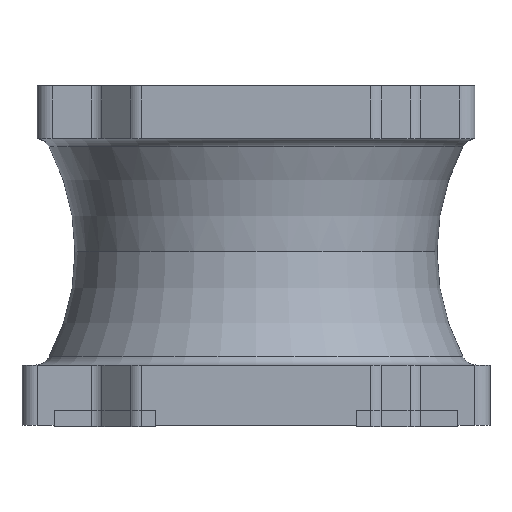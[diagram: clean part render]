
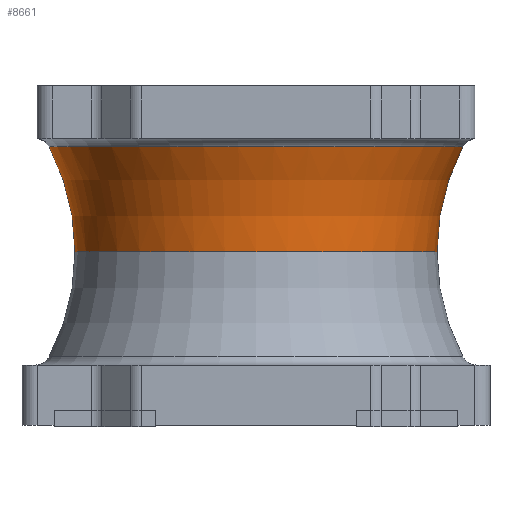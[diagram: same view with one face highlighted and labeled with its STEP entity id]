
A CAD part, front view. The second image highlights one B-rep face of the part: STEP entity #8661.
In plain terms, the highlighted toroidal (fillet/blend) face has major radius 5.398 mm and minor radius 3 mm.
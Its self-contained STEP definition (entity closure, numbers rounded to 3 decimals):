
#145 = CARTESIAN_POINT ( 'NONE',  ( -2.398, 0., 2.3 ) ) ;
#283 = CIRCLE ( 'NONE', #10004, 2.398 ) ;
#779 = DIRECTION ( 'NONE',  ( 0., 1., 0. ) ) ;
#831 = CARTESIAN_POINT ( 'NONE',  ( 2.735, -0.204, 3.693 ) ) ;
#1258 = EDGE_CURVE ( 'NONE', #14525, #13056, #8779, .T. ) ;
#1359 = ORIENTED_EDGE ( 'NONE', *, *, #16266, .F. ) ;
#1846 = CARTESIAN_POINT ( 'NONE',  ( -2.724, -0.305, 3.693 ) ) ;
#2277 = CARTESIAN_POINT ( 'NONE',  ( 2.398, 0., 2.3 ) ) ;
#3568 = EDGE_LOOP ( 'NONE', ( #4916, #15251, #1359, #7295, #12119, #13149 ) ) ;
#3783 = CARTESIAN_POINT ( 'NONE',  ( -2.724, -0.305, 3.693 ) ) ;
#4295 = DIRECTION ( 'NONE',  ( 0., 0., 1. ) ) ;
#4886 = AXIS2_PLACEMENT_3D ( 'NONE', #9365, #10992, #15531 ) ;
#4916 = ORIENTED_EDGE ( 'NONE', *, *, #12441, .T. ) ;
#5882 = EDGE_CURVE ( 'NONE', #13056, #17691, #10572, .T. ) ;
#5911 = CIRCLE ( 'NONE', #18499, 3. ) ;
#6439 = FACE_OUTER_BOUND ( 'NONE', #3568, .T. ) ;
#7173 = CARTESIAN_POINT ( 'NONE',  ( -5.398, 0., 2.3 ) ) ;
#7295 = ORIENTED_EDGE ( 'NONE', *, *, #13700, .T. ) ;
#7400 = VERTEX_POINT ( 'NONE', #2277 ) ;
#7430 = DIRECTION ( 'NONE',  ( 0., 0., -1. ) ) ;
#7521 = CARTESIAN_POINT ( 'NONE',  ( 5.398, 0., 2.3 ) ) ;
#7634 = DIRECTION ( 'NONE',  ( 1., 0., 0. ) ) ;
#8443 = DIRECTION ( 'NONE',  ( 0., 0., -1. ) ) ;
#8661 = ADVANCED_FACE ( 'NONE', ( #6439 ), #12961, .F. ) ;
#8779 = CIRCLE ( 'NONE', #12355, 2.741 ) ;
#9365 = CARTESIAN_POINT ( 'NONE',  ( 0., 0., 2.3 ) ) ;
#9962 = CARTESIAN_POINT ( 'NONE',  ( 2.724, -0.305, 3.693 ) ) ;
#10004 = AXIS2_PLACEMENT_3D ( 'NONE', #19948, #4295, #7634 ) ;
#10546 = DIRECTION ( 'NONE',  ( 0., -1., 0. ) ) ;
#10572 = B_SPLINE_CURVE_WITH_KNOTS ( 'NONE', 3,
 ( #1846, #11506, #17251, #14534 ),
 .UNSPECIFIED., .F., .F.,
 ( 4, 4 ),
 ( 0., 0. ),
 .UNSPECIFIED. ) ;
#10992 = DIRECTION ( 'NONE',  ( 0., 0., 1. ) ) ;
#11214 = B_SPLINE_CURVE_WITH_KNOTS ( 'NONE', 3,
 ( #14702, #17534, #831, #9962 ),
 .UNSPECIFIED., .F., .F.,
 ( 4, 4 ),
 ( 0., 0.001 ),
 .UNSPECIFIED. ) ;
#11506 = CARTESIAN_POINT ( 'NONE',  ( -2.735, -0.204, 3.693 ) ) ;
#12119 = ORIENTED_EDGE ( 'NONE', *, *, #1258, .T. ) ;
#12355 = AXIS2_PLACEMENT_3D ( 'NONE', #16138, #8443, #19455 ) ;
#12441 = EDGE_CURVE ( 'NONE', #17691, #12688, #18378, .T. ) ;
#12688 = VERTEX_POINT ( 'NONE', #145 ) ;
#12791 = EDGE_CURVE ( 'NONE', #12688, #7400, #283, .T. ) ;
#12961 = TOROIDAL_SURFACE ( 'NONE', #4886, 5.398, 3. ) ;
#13056 = VERTEX_POINT ( 'NONE', #3783 ) ;
#13084 = CARTESIAN_POINT ( 'NONE',  ( 2.742, 0., 3.694 ) ) ;
#13149 = ORIENTED_EDGE ( 'NONE', *, *, #5882, .T. ) ;
#13416 = DIRECTION ( 'NONE',  ( -1., 0., 0. ) ) ;
#13700 = EDGE_CURVE ( 'NONE', #19412, #14525, #11214, .T. ) ;
#14201 = AXIS2_PLACEMENT_3D ( 'NONE', #7173, #779, #13416 ) ;
#14315 = CARTESIAN_POINT ( 'NONE',  ( 2.724, -0.305, 3.693 ) ) ;
#14525 = VERTEX_POINT ( 'NONE', #14315 ) ;
#14534 = CARTESIAN_POINT ( 'NONE',  ( -2.742, 0., 3.694 ) ) ;
#14702 = CARTESIAN_POINT ( 'NONE',  ( 2.742, 0., 3.694 ) ) ;
#15251 = ORIENTED_EDGE ( 'NONE', *, *, #12791, .T. ) ;
#15531 = DIRECTION ( 'NONE',  ( 1., 0., 0. ) ) ;
#16138 = CARTESIAN_POINT ( 'NONE',  ( 0., 0., 3.693 ) ) ;
#16266 = EDGE_CURVE ( 'NONE', #19412, #7400, #5911, .T. ) ;
#17251 = CARTESIAN_POINT ( 'NONE',  ( -2.742, -0.102, 3.694 ) ) ;
#17534 = CARTESIAN_POINT ( 'NONE',  ( 2.742, -0.102, 3.694 ) ) ;
#17691 = VERTEX_POINT ( 'NONE', #18445 ) ;
#18378 = CIRCLE ( 'NONE', #14201, 3. ) ;
#18445 = CARTESIAN_POINT ( 'NONE',  ( -2.742, 0., 3.694 ) ) ;
#18499 = AXIS2_PLACEMENT_3D ( 'NONE', #7521, #10546, #7430 ) ;
#19412 = VERTEX_POINT ( 'NONE', #13084 ) ;
#19455 = DIRECTION ( 'NONE',  ( -1., 0., 0. ) ) ;
#19948 = CARTESIAN_POINT ( 'NONE',  ( 0., 0., 2.3 ) ) ;
